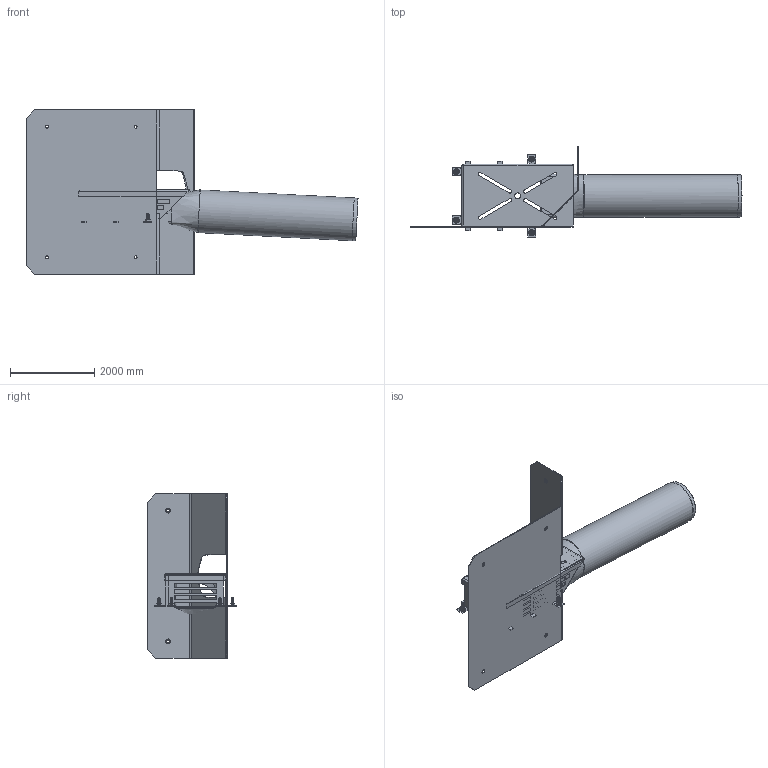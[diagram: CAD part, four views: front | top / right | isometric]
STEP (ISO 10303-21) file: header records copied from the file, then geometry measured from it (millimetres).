
FILE_DESCRIPTION(/* description */ (''),/* implementation_level */ '2;1');
FILE_NAME(/* name */ '01316.100X_3D.stp',/* time_stamp */ '2024-12-11T13:23:34+01:00',/* author */ ('CAD'),/* organization */ (''),/* preprocessor_version */ 'ST-DEVELOPER v20',/* originating_system */ 'AutoCAD Mechanical',/* authorisation */ '');
FILE_SCHEMA (('AUTOMOTIVE_DESIGN { 1 0 10303 214 3 1 1 }'));
Length unit declared in the file: centimetre
Products named in the file (2): Product; AVE_RENDER
Assembly tree (234 placements, depth 2):
  Product
    AVE_RENDER  x234
Bounding box: 7878.88 x 2131.59 x 3900 mm (x, y, z)
Volume: 728087994.3 mm3; surface area: 87304586.5 mm2
Topology: 12 solids, 12 shells, 453 faces, 1199 edges, 760 vertices
Faces by surface type: plane 255, cone 120, cylinder 67, bspline 7, torus 4
Full cylindrical faces by diameter (mm): 49.17 x4, 60 x4, 80 x4, 140 x1, 992 x1, 1016 x1
Entity records: 17908 total; most frequent: CARTESIAN_POINT 4954, DIRECTION 2689, ORIENTED_EDGE 2382, EDGE_CURVE 1191, AXIS2_PLACEMENT_3D 948, LINE 793, VECTOR 793, VERTEX_POINT 760
